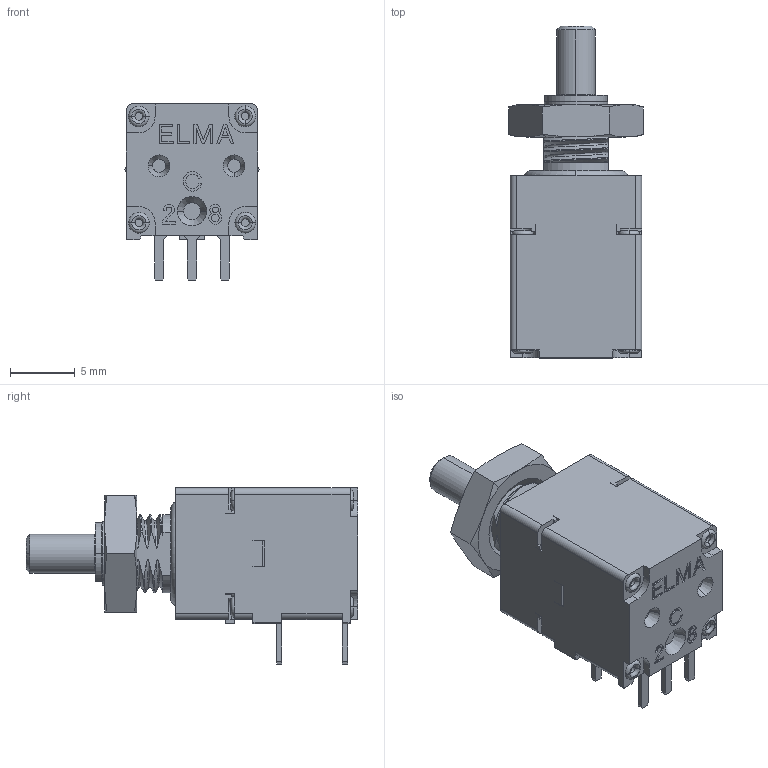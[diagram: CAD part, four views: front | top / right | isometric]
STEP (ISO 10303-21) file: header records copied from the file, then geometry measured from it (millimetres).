
FILE_DESCRIPTION(('OneSpaceDesigner STEP Export'),'2;1');
FILE_NAME('Dummy_07-1XXX-30000X.stp','2010-02-05T11:35:16',(''),(''),'OneSpace Designer STEP processor for AP214 (Solid Model)','OneSpace Designer 13.20A 18-Aug-2005 (C) CoCreate Software GmbH','');
FILE_SCHEMA(('AUTOMOTIVE_DESIGN { 1 0 10303 214 1 1 1 1 }'));
Length unit declared in the file: millimetre
Products named in the file (3): Nut; Switch; Dummy_07-1XXX-30000X
Assembly tree (2 placements, depth 2):
  Dummy_07-1XXX-30000X
    Switch
    Nut
Bounding box: 10.39 x 25.61 x 13.6 mm (x, y, z)
Volume: 1720 mm3; surface area: 1597 mm2
Topology: 2 solids, 9 shells, 758 faces, 2137 edges, 1407 vertices
Faces by surface type: plane 442, cylinder 150, torus 70, cone 54, bspline 42
Entity records: 34577 total; most frequent: CARTESIAN_POINT 16692, ORIENTED_EDGE 4274, DIRECTION 3028, EDGE_CURVE 2137, VERTEX_POINT 1407, VECTOR 1320, LINE 1320, AXIS2_PLACEMENT_3D 854
